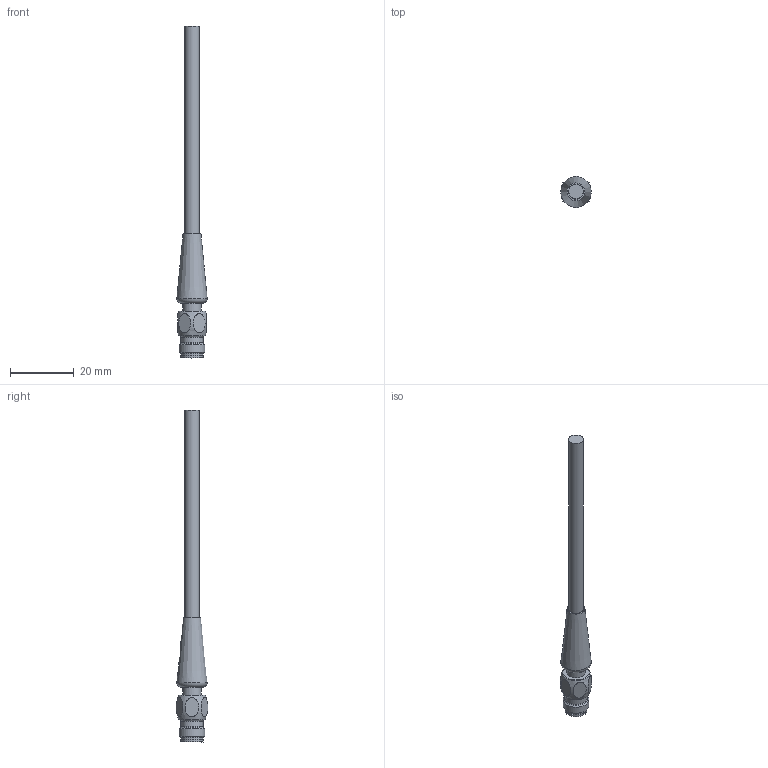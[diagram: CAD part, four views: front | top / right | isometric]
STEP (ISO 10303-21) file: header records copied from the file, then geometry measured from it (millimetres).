
FILE_DESCRIPTION(/* description */ (''),/* implementation_level */ '2;1');
FILE_NAME(/* name */ 'FB-SSP3-m_S3930.stp',/* time_stamp */ '2014-09-24T11:36:01+02:00',/* author */ (''),/* organization */ (''),/* preprocessor_version */ 'ST-DEVELOPER v14',/* originating_system */ 'SIEMENS PLM Software NX 8.0',/* authorisation */ '');
FILE_SCHEMA (('AUTOMOTIVE_DESIGN { 1 0 10303 214 3 1 1 1 }'));
Length unit declared in the file: millimetre
Products named in the file (1): 5012192__Leitung_D_4_4_ohne_Litzen_part_81320
Bounding box: 9.5 x 9.91 x 103.9 mm (x, y, z)
Volume: 2852.7 mm3; surface area: 2182.8 mm2
Topology: 1 solids, 1 shells, 39 faces, 73 edges, 49 vertices
Faces by surface type: plane 16, cylinder 11, torus 5, sphere 3, cone 3, bspline 1
Full cylindrical faces by diameter (mm): 1 x3, 4.6 x1, 5.8 x2, 6.58 x1, 6.9 x3, 8 x1
Entity records: 1198 total; most frequent: CARTESIAN_POINT 507, DIRECTION 146, EDGE_LOOP 76, ORIENTED_EDGE 76, AXIS2_PLACEMENT_3D 73, FACE_BOUND 66, ADVANCED_FACE 39, VERTEX_POINT 38
